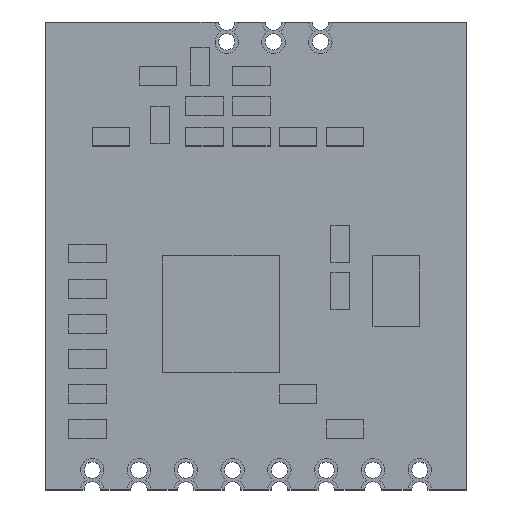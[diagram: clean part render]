
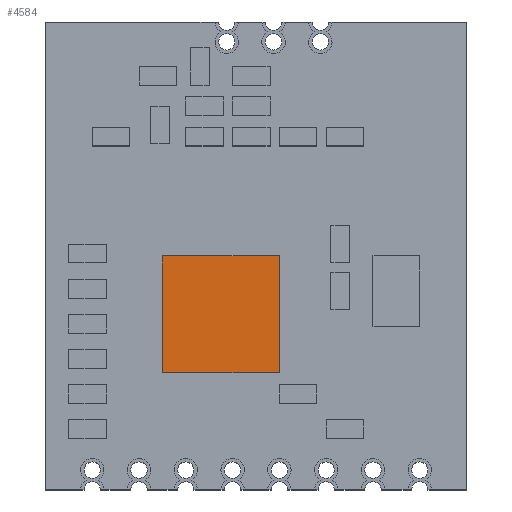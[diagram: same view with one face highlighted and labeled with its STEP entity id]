
A CAD part, top view. The second image highlights one B-rep face of the part: STEP entity #4584.
In plain terms, the highlighted planar face has unit normal (0, 0, 1).
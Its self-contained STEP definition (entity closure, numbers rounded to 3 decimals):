
#155=PLANE('',#5009);
#387=FACE_OUTER_BOUND('',#674,.T.);
#674=EDGE_LOOP('',(#3462,#3463,#3464,#3465));
#1015=LINE('',#7094,#1490);
#1018=LINE('',#7100,#1493);
#1021=LINE('',#7106,#1496);
#1024=LINE('',#7110,#1499);
#1490=VECTOR('',#5695,10.);
#1493=VECTOR('',#5700,10.);
#1496=VECTOR('',#5705,10.);
#1499=VECTOR('',#5710,10.);
#2155=VERTEX_POINT('',#7091);
#2156=VERTEX_POINT('',#7093);
#2158=VERTEX_POINT('',#7099);
#2160=VERTEX_POINT('',#7105);
#2641=EDGE_CURVE('',#2156,#2155,#1015,.T.);
#2644=EDGE_CURVE('',#2158,#2156,#1018,.T.);
#2647=EDGE_CURVE('',#2160,#2158,#1021,.T.);
#2650=EDGE_CURVE('',#2155,#2160,#1024,.T.);
#3462=ORIENTED_EDGE('',*,*,#2650,.T.);
#3463=ORIENTED_EDGE('',*,*,#2647,.T.);
#3464=ORIENTED_EDGE('',*,*,#2644,.T.);
#3465=ORIENTED_EDGE('',*,*,#2641,.T.);
#4584=ADVANCED_FACE('',(#387),#155,.T.);
#5009=AXIS2_PLACEMENT_3D('',#7111,#5711,#5712);
#5695=DIRECTION('',(0.,-1.,0.));
#5700=DIRECTION('',(-1.,0.,0.));
#5705=DIRECTION('',(0.,1.,0.));
#5710=DIRECTION('',(1.,0.,0.));
#5711=DIRECTION('center_axis',(0.,0.,1.));
#5712=DIRECTION('ref_axis',(1.,0.,0.));
#7091=CARTESIAN_POINT('',(5.,5.,1.8));
#7093=CARTESIAN_POINT('',(5.,10.,1.8));
#7094=CARTESIAN_POINT('',(5.,5.,1.8));
#7099=CARTESIAN_POINT('',(10.,10.,1.8));
#7100=CARTESIAN_POINT('',(5.,10.,1.8));
#7105=CARTESIAN_POINT('',(10.,5.,1.8));
#7106=CARTESIAN_POINT('',(10.,10.,1.8));
#7110=CARTESIAN_POINT('',(10.,5.,1.8));
#7111=CARTESIAN_POINT('Origin',(7.5,7.5,1.8));
